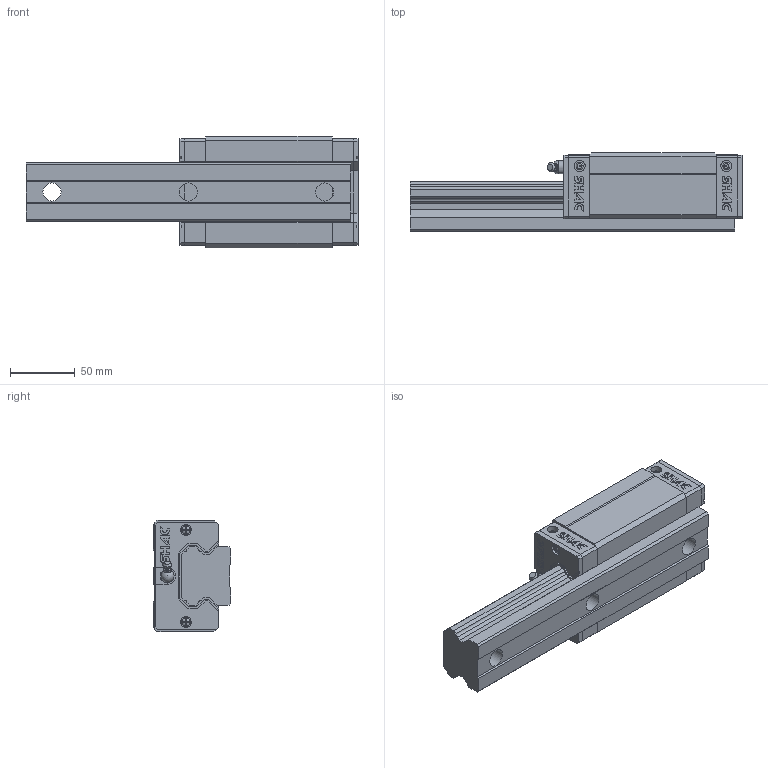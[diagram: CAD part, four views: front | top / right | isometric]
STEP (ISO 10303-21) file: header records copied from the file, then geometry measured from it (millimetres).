
FILE_DESCRIPTION(/* description */ ('STEP AP214'),/* implementation_level */ '2;1');
FILE_NAME(/* name */ 'GHL45CA1R250Z0H-20_20(1_1)',/* time_stamp */ '2025-09-18T14:08:06+02:00',/* author */ ('License CC BY-ND 4.0'),/* organization */ ('CADENAS'),/* preprocessor_version */ 'ST-DEVELOPER v19.3',/* originating_system */ 'PARTsolutions',/* authorisation */ ' ');
FILE_SCHEMA (('AUTOMOTIVE_DESIGN {1 0 10303 214 3 1 1}'));
Length unit declared in the file: millimetre
Products named in the file (8): GHL45CA1R250Z0H-20/20(1_1); GHR45R250H+RC-20/20(1)_RAIL; GHL45CA_SLIDER; GHL45CA_C; GHL45CA_P; GH45_SCREW; GH45_BOLT; GH45-_G
Assembly tree (12 placements, depth 2):
  GHL45CA1R250Z0H-20/20(1_1)
    GHR45R250H+RC-20/20(1)_RAIL
    GHL45CA_SLIDER
    GHL45CA_C  x2
    GHL45CA_P  x2
    GH45_SCREW  x4
    GH45_BOLT
    GH45-_G
Bounding box: 255.5 x 60 x 86 mm (x, y, z)
Volume: 773800.7 mm3; surface area: 128370.4 mm2
Topology: 12 solids, 12 shells, 777 faces, 2062 edges, 1360 vertices
Faces by surface type: plane 630, cylinder 106, cone 26, torus 10, sphere 5
Full cylindrical faces by diameter (mm): 0.818 x4, 4.3 x4, 4.5 x1, 6.67 x4, 7.4 x2, 8.34 x4, 8.376 x4, 8.5 x4, 10 x2, 10.3 x2, 14 x3, 20 x3
Entity records: 14398 total; most frequent: CARTESIAN_POINT 2580, ORIENTED_EDGE 2378, DIRECTION 2313, EDGE_CURVE 1189, LINE 975, VECTOR 975, VERTEX_POINT 810, AXIS2_PLACEMENT_3D 669
